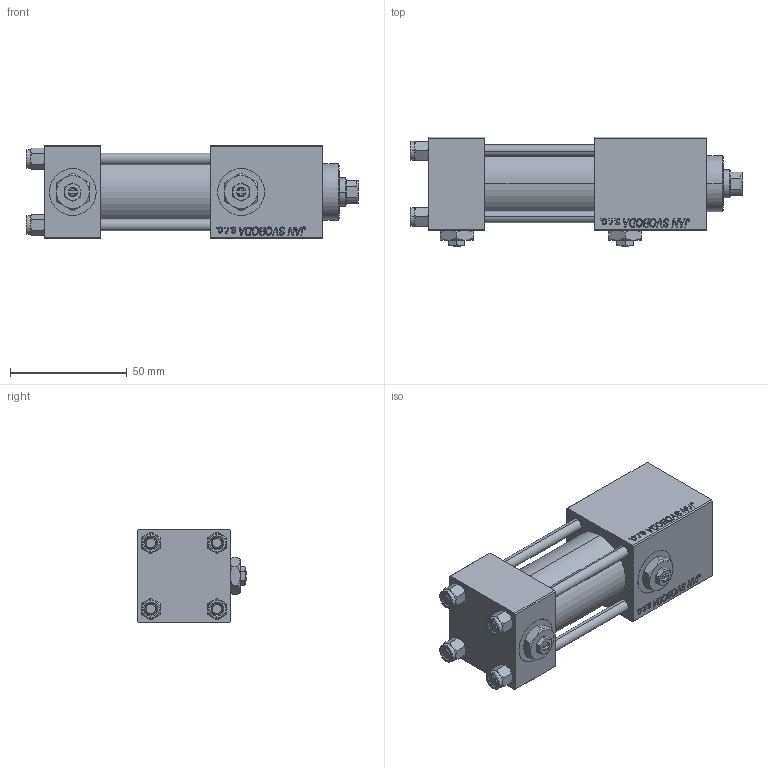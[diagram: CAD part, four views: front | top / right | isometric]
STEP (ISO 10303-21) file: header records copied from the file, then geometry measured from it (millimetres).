
FILE_DESCRIPTION (( 'STEP AP203' ), '1' );
FILE_NAME ('4671.STEP', '2022-04-14T21:15:39', ( '' ), ( '' ), 'SwSTEP 2.0', 'SolidWorks 2019', '' );
FILE_SCHEMA (( 'CONFIG_CONTROL_DESIGN' ));
Length unit declared in the file: millimetre
Products named in the file (7): 4671; V215CR_C_TYCINKA fec9fd5b65e2e87e5cf74531a0cb84d2; V215CR_C_Body fec9fd5b65e2e87e5cf74531a0cb84d2; NUT_M5_C fec9fd5b65e2e87e5cf74531a0cb84d2; V215_VC_A fec9fd5b65e2e87e5cf74531a0cb84d2; Zatka_pro_OIL_PORT fec9fd5b65e2e87e5cf74531a0cb84d2; V215CR_VCP_C fec9fd5b65e2e87e5cf74531a0cb84d2
Assembly tree (13 placements, depth 2):
  4671
    V215CR_C_Body fec9fd5b65e2e87e5cf74531a0cb84d2
    V215CR_VCP_C fec9fd5b65e2e87e5cf74531a0cb84d2
    NUT_M5_C fec9fd5b65e2e87e5cf74531a0cb84d2  x4
    V215CR_C_TYCINKA fec9fd5b65e2e87e5cf74531a0cb84d2  x4
    V215_VC_A fec9fd5b65e2e87e5cf74531a0cb84d2
    Zatka_pro_OIL_PORT fec9fd5b65e2e87e5cf74531a0cb84d2  x2
Bounding box: 142 x 47 x 40 mm (x, y, z)
Volume: 140533.9 mm3; surface area: 56352.6 mm2
Topology: 13 solids, 13 shells, 1254 faces, 3114 edges, 2005 vertices
Faces by surface type: plane 574, bspline 392, cone 178, cylinder 102, torus 8
Entity records: 52295 total; most frequent: CARTESIAN_POINT 27696, ORIENTED_EDGE 5528, DIRECTION 3578, EDGE_CURVE 2764, VERTEX_POINT 1803, LINE 1640, VECTOR 1640, EDGE_LOOP 1225
